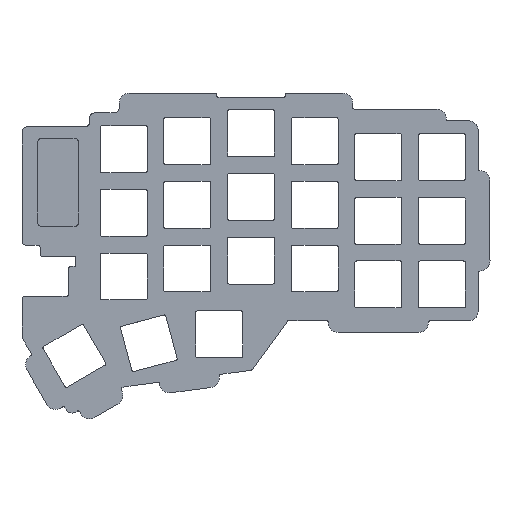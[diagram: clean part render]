
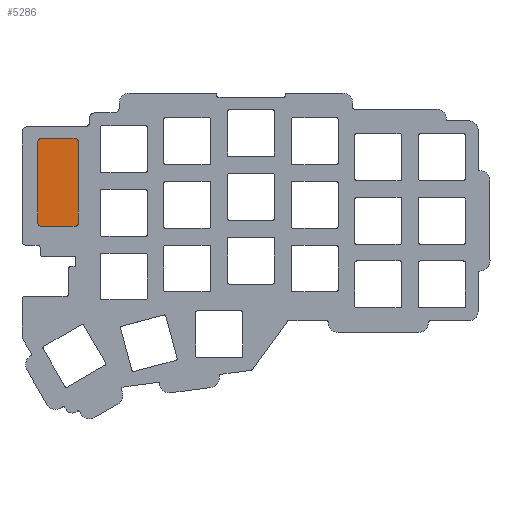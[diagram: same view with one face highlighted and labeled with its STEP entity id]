
A CAD part, top view. The second image highlights one B-rep face of the part: STEP entity #5286.
In plain terms, the highlighted planar face has unit normal (0, 0, 1).
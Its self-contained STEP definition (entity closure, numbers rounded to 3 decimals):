
#62=PLANE('',#5571);
#205=FACE_OUTER_BOUND('',#480,.T.);
#480=EDGE_LOOP('',(#3542,#3543,#3544,#3545,#3546,#3547,#3548,#3549));
#793=LINE('',#7756,#1337);
#797=LINE('',#7768,#1341);
#801=LINE('',#7780,#1345);
#805=LINE('',#7790,#1349);
#1337=VECTOR('',#6115,10.);
#1341=VECTOR('',#6127,10.);
#1345=VECTOR('',#6139,10.);
#1349=VECTOR('',#6151,10.);
#1879=CIRCLE('',#5557,1.);
#1881=CIRCLE('',#5561,1.);
#1883=CIRCLE('',#5565,1.);
#1885=CIRCLE('',#5569,1.);
#2152=VERTEX_POINT('',#7747);
#2153=VERTEX_POINT('',#7749);
#2155=VERTEX_POINT('',#7755);
#2157=VERTEX_POINT('',#7761);
#2159=VERTEX_POINT('',#7767);
#2161=VERTEX_POINT('',#7773);
#2163=VERTEX_POINT('',#7779);
#2165=VERTEX_POINT('',#7785);
#2696=EDGE_CURVE('',#2153,#2152,#1879,.T.);
#2699=EDGE_CURVE('',#2155,#2153,#793,.T.);
#2702=EDGE_CURVE('',#2157,#2155,#1881,.T.);
#2705=EDGE_CURVE('',#2159,#2157,#797,.T.);
#2708=EDGE_CURVE('',#2161,#2159,#1883,.T.);
#2711=EDGE_CURVE('',#2163,#2161,#801,.T.);
#2714=EDGE_CURVE('',#2165,#2163,#1885,.T.);
#2717=EDGE_CURVE('',#2152,#2165,#805,.T.);
#3542=ORIENTED_EDGE('',*,*,#2717,.T.);
#3543=ORIENTED_EDGE('',*,*,#2714,.T.);
#3544=ORIENTED_EDGE('',*,*,#2711,.T.);
#3545=ORIENTED_EDGE('',*,*,#2708,.T.);
#3546=ORIENTED_EDGE('',*,*,#2705,.T.);
#3547=ORIENTED_EDGE('',*,*,#2702,.T.);
#3548=ORIENTED_EDGE('',*,*,#2699,.T.);
#3549=ORIENTED_EDGE('',*,*,#2696,.T.);
#5286=ADVANCED_FACE('',(#205),#62,.F.);
#5557=AXIS2_PLACEMENT_3D('',#7750,#6109,#6110);
#5561=AXIS2_PLACEMENT_3D('',#7762,#6121,#6122);
#5565=AXIS2_PLACEMENT_3D('',#7774,#6133,#6134);
#5569=AXIS2_PLACEMENT_3D('',#7786,#6145,#6146);
#5571=AXIS2_PLACEMENT_3D('',#7791,#6152,#6153);
#6109=DIRECTION('center_axis',(0.,0.,
1.));
#6110=DIRECTION('ref_axis',(0.,1.,0.));
#6115=DIRECTION('',(0.,1.,0.));
#6121=DIRECTION('center_axis',(0.,0.,
1.));
#6122=DIRECTION('ref_axis',(1.,0.,0.));
#6127=DIRECTION('',(1.,0.,0.));
#6133=DIRECTION('center_axis',(0.,0.,
1.));
#6134=DIRECTION('ref_axis',(0.,-1.,0.));
#6139=DIRECTION('',(0.,-1.,0.));
#6145=DIRECTION('center_axis',(0.,0.,
1.));
#6146=DIRECTION('ref_axis',(-1.,0.,0.));
#6151=DIRECTION('',(-1.,0.,0.));
#6152=DIRECTION('center_axis',(0.,0.,
-1.));
#6153=DIRECTION('ref_axis',(-1.,0.,0.));
#7747=CARTESIAN_POINT('',(190.865,93.45,9.8));
#7749=CARTESIAN_POINT('',(191.865,92.451,9.8));
#7750=CARTESIAN_POINT('Origin',(190.865,92.45,9.8));
#7755=CARTESIAN_POINT('',(191.865,68.216,9.8));
#7756=CARTESIAN_POINT('',(191.865,86.392,9.8));
#7761=CARTESIAN_POINT('',(190.865,67.215,9.8));
#7762=CARTESIAN_POINT('Origin',(190.865,68.215,9.8));
#7767=CARTESIAN_POINT('',(180.765,67.215,9.8));
#7768=CARTESIAN_POINT('',(188.34,67.215,9.8));
#7773=CARTESIAN_POINT('',(179.765,68.215,9.8));
#7774=CARTESIAN_POINT('Origin',(180.765,68.215,9.8));
#7779=CARTESIAN_POINT('',(179.765,92.45,9.8));
#7780=CARTESIAN_POINT('',(179.765,74.274,9.8));
#7785=CARTESIAN_POINT('',(180.765,93.45,9.8));
#7786=CARTESIAN_POINT('Origin',(180.765,92.45,9.8));
#7790=CARTESIAN_POINT('',(183.29,93.45,9.8));
#7791=CARTESIAN_POINT('Origin',(185.815,80.333,9.8));
